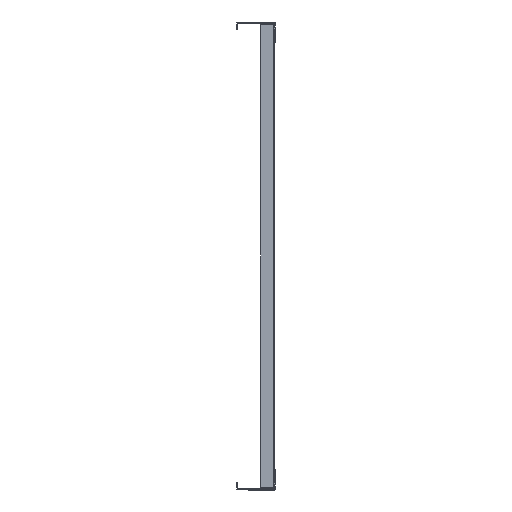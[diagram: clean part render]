
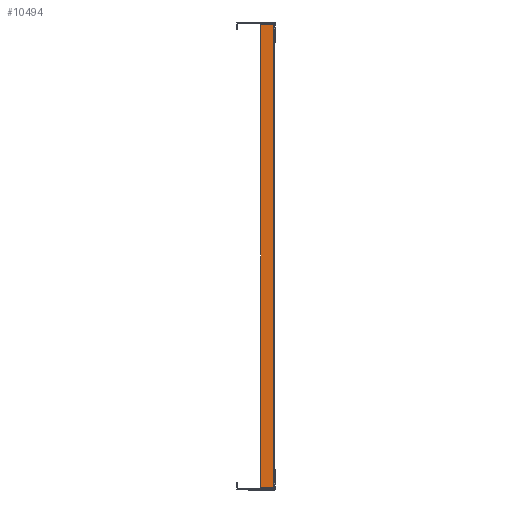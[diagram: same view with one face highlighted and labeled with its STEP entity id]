
A CAD part, left-side view. The second image highlights one B-rep face of the part: STEP entity #10494.
In plain terms, the highlighted planar face has unit normal (-1, 0, 0).
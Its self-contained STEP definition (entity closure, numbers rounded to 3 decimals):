
#936 = DIRECTION ( 'NONE',  ( 0., 0., -1. ) ) ;
#947 = CARTESIAN_POINT ( 'NONE',  ( -1653.776, 176.497, -586.1 ) ) ;
#1939 = ORIENTED_EDGE ( 'NONE', *, *, #4729, .F. ) ;
#3447 = LINE ( 'NONE', #52764, #47122 ) ;
#3548 = VECTOR ( 'NONE', #17894, 1000. ) ;
#4197 = LINE ( 'NONE', #23435, #24131 ) ;
#4729 = EDGE_CURVE ( 'NONE', #44493, #49697, #38225, .T. ) ;
#4920 = CARTESIAN_POINT ( 'NONE',  ( -1653.776, 176.497, 8.9 ) ) ;
#5710 = EDGE_CURVE ( 'NONE', #14758, #54489, #26077, .T. ) ;
#7057 = EDGE_LOOP ( 'NONE', ( #13183, #1939, #40196, #45506, #46449, #48344, #28283, #14788 ) ) ;
#7293 = CARTESIAN_POINT ( 'NONE',  ( -1653.776, 158.597, -586.1 ) ) ;
#7537 = CARTESIAN_POINT ( 'NONE',  ( -1653.776, 158.497, -588.221 ) ) ;
#8145 = CARTESIAN_POINT ( 'NONE',  ( -1653.776, 158.597, -13.6 ) ) ;
#8448 = CARTESIAN_POINT ( 'NONE',  ( -1653.776, 158.597, 8.9 ) ) ;
#8545 = VECTOR ( 'NONE', #50077, 1000. ) ;
#9215 = DIRECTION ( 'NONE',  ( 0., 0., -1. ) ) ;
#9706 = LINE ( 'NONE', #37711, #53350 ) ;
#10494 = ADVANCED_FACE ( 'NONE', ( #34263 ), #26042, .F. ) ;
#10635 = CARTESIAN_POINT ( 'NONE',  ( -1653.776, 176.497, 8.9 ) ) ;
#13183 = ORIENTED_EDGE ( 'NONE', *, *, #47333, .F. ) ;
#14758 = VERTEX_POINT ( 'NONE', #34476 ) ;
#14788 = ORIENTED_EDGE ( 'NONE', *, *, #40901, .T. ) ;
#17738 = VERTEX_POINT ( 'NONE', #947 ) ;
#17894 = DIRECTION ( 'NONE',  ( 0., 1., 0. ) ) ;
#19958 = VERTEX_POINT ( 'NONE', #7293 ) ;
#20959 = DIRECTION ( 'NONE',  ( 0., -1., 0. ) ) ;
#21608 = CARTESIAN_POINT ( 'NONE',  ( -1653.776, 176.497, 8.9 ) ) ;
#22468 = CARTESIAN_POINT ( 'NONE',  ( -1653.776, 158.597, 11.4 ) ) ;
#23435 = CARTESIAN_POINT ( 'NONE',  ( -1653.776, 176.497, -586.1 ) ) ;
#23621 = DIRECTION ( 'NONE',  ( 0., -1., 0. ) ) ;
#24131 = VECTOR ( 'NONE', #23621, 1000. ) ;
#26042 = PLANE ( 'NONE',  #33752 ) ;
#26077 = LINE ( 'NONE', #51452, #3548 ) ;
#27486 = DIRECTION ( 'NONE',  ( 0., -1., 0. ) ) ;
#28283 = ORIENTED_EDGE ( 'NONE', *, *, #5710, .F. ) ;
#29891 = EDGE_CURVE ( 'NONE', #54489, #19958, #53510, .T. ) ;
#32308 = VERTEX_POINT ( 'NONE', #51891 ) ;
#32909 = DIRECTION ( 'NONE',  ( 0., 0., 1. ) ) ;
#33752 = AXIS2_PLACEMENT_3D ( 'NONE', #4920, #34554, #9215 ) ;
#34263 = FACE_OUTER_BOUND ( 'NONE', #7057, .T. ) ;
#34476 = CARTESIAN_POINT ( 'NONE',  ( -1653.776, 158.497, -563.6 ) ) ;
#34554 = DIRECTION ( 'NONE',  ( 1., 0., 0. ) ) ;
#34598 = EDGE_CURVE ( 'NONE', #52988, #44493, #9706, .T. ) ;
#36799 = VECTOR ( 'NONE', #32909, 1000. ) ;
#36899 = VECTOR ( 'NONE', #936, 1000. ) ;
#37711 = CARTESIAN_POINT ( 'NONE',  ( -1653.776, 176.497, 8.9 ) ) ;
#38225 = LINE ( 'NONE', #22468, #36899 ) ;
#39438 = LINE ( 'NONE', #7537, #36799 ) ;
#40059 = CARTESIAN_POINT ( 'NONE',  ( -1653.776, 158.597, -563.6 ) ) ;
#40196 = ORIENTED_EDGE ( 'NONE', *, *, #34598, .F. ) ;
#40901 = EDGE_CURVE ( 'NONE', #14758, #32308, #39438, .T. ) ;
#41629 = CARTESIAN_POINT ( 'NONE',  ( -1653.776, 158.597, -588.6 ) ) ;
#43577 = LINE ( 'NONE', #10635, #50786 ) ;
#44493 = VERTEX_POINT ( 'NONE', #8448 ) ;
#45506 = ORIENTED_EDGE ( 'NONE', *, *, #50685, .T. ) ;
#46449 = ORIENTED_EDGE ( 'NONE', *, *, #46657, .T. ) ;
#46657 = EDGE_CURVE ( 'NONE', #17738, #19958, #4197, .T. ) ;
#47122 = VECTOR ( 'NONE', #27486, 1000. ) ;
#47333 = EDGE_CURVE ( 'NONE', #49697, #32308, #3447, .T. ) ;
#48344 = ORIENTED_EDGE ( 'NONE', *, *, #29891, .F. ) ;
#48498 = DIRECTION ( 'NONE',  ( 0., 0., -1. ) ) ;
#49697 = VERTEX_POINT ( 'NONE', #8145 ) ;
#50077 = DIRECTION ( 'NONE',  ( 0., 0., -1. ) ) ;
#50685 = EDGE_CURVE ( 'NONE', #52988, #17738, #43577, .T. ) ;
#50786 = VECTOR ( 'NONE', #48498, 1000. ) ;
#51452 = CARTESIAN_POINT ( 'NONE',  ( -1653.776, 158.597, -563.6 ) ) ;
#51891 = CARTESIAN_POINT ( 'NONE',  ( -1653.776, 158.497, -13.6 ) ) ;
#52764 = CARTESIAN_POINT ( 'NONE',  ( -1653.776, 158.597, -13.6 ) ) ;
#52988 = VERTEX_POINT ( 'NONE', #21608 ) ;
#53350 = VECTOR ( 'NONE', #20959, 1000. ) ;
#53510 = LINE ( 'NONE', #41629, #8545 ) ;
#54489 = VERTEX_POINT ( 'NONE', #40059 ) ;
